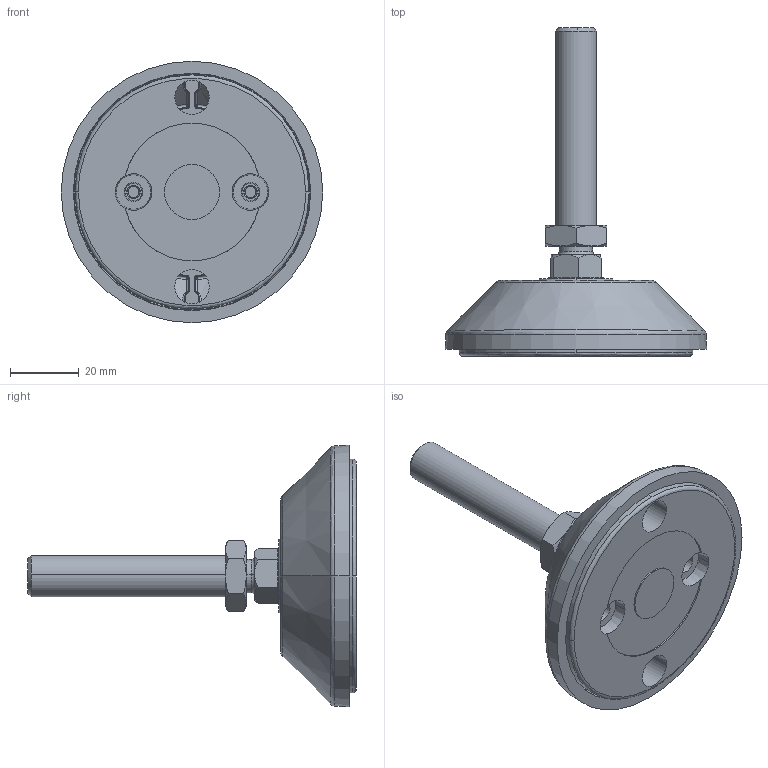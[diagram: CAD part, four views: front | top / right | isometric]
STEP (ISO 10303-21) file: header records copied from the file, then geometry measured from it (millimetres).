
FILE_DESCRIPTION (( 'STEP AP203' ), '1' );
FILE_NAME ('A60.16.80.11 Trapezoid feet 80 - M12 x 66.STEP', '2018-09-28T13:33:43', ( '' ), ( '' ), 'SwSTEP 2.0', 'SolidWorks 2015', '' );
FILE_SCHEMA (( 'CONFIG_CONTROL_DESIGN' ));
Length unit declared in the file: inch
Products named in the file (2): A60.16.80.11 Trapezoid feet 80 - M12 x 66
Bounding box: 76 x 95.5 x 76 mm (x, y, z)
Volume: 63569.4 mm3; surface area: 35907.8 mm2
Topology: 5 solids, 5 shells, 1271 faces, 2987 edges, 1717 vertices
Faces by surface type: bspline 842, cone 161, cylinder 141, plane 127
Entity records: 53889 total; most frequent: CARTESIAN_POINT 30583, ORIENTED_EDGE 5926, DIRECTION 3459, EDGE_CURVE 2963, VERTEX_POINT 1717, AXIS2_PLACEMENT_3D 1471, EDGE_LOOP 1300, ADVANCED_FACE 1271
